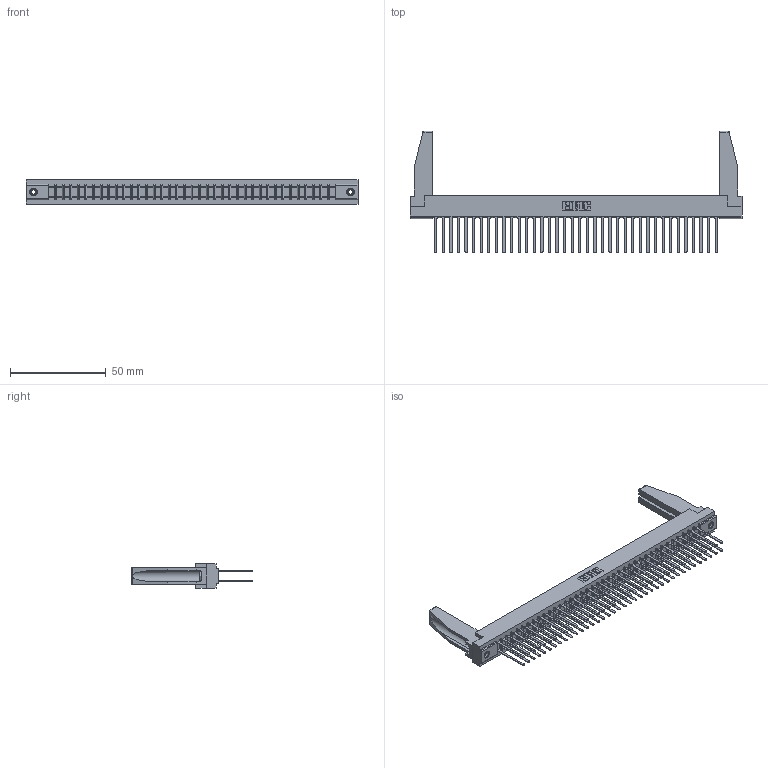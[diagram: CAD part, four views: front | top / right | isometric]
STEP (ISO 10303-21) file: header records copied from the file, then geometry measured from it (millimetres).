
FILE_DESCRIPTION (( 'STEP AP203' ), '1' );
FILE_NAME ('357-076-440-278.STEP', '2020-10-04T15:38:06', ( '' ), ( '' ), 'SwSTEP 2.0', 'SolidWorks 2020', '' );
FILE_SCHEMA (( 'CONFIG_CONTROL_DESIGN' ));
Length unit declared in the file: inch
Products named in the file (5): 307-290-001_540; 357-076-440-278; 345-250-001_345-250-001-102; 307-220-078; 307 Part_.156 Dia Mounting Holes
Assembly tree (81 placements, depth 2):
  357-076-440-278
    307 Part_.156 Dia Mounting Holes
    307-290-001_540  x76
    307-220-078  x2
    345-250-001_345-250-001-102  x2
Bounding box: 173.58 x 63.7 x 12.7 mm (x, y, z)
Volume: 22847.9 mm3; surface area: 29350.5 mm2
Topology: 81 solids, 81 shells, 3783 faces, 10533 edges, 6806 vertices
Faces by surface type: plane 2510, cylinder 1179, sphere 78, cone 12, torus 4
Entity records: 36693 total; most frequent: CARTESIAN_POINT 6012, ORIENTED_EDGE 5916, DIRECTION 5844, EDGE_CURVE 2958, LINE 2272, VECTOR 2272, VERTEX_POINT 1912, AXIS2_PLACEMENT_3D 1786
